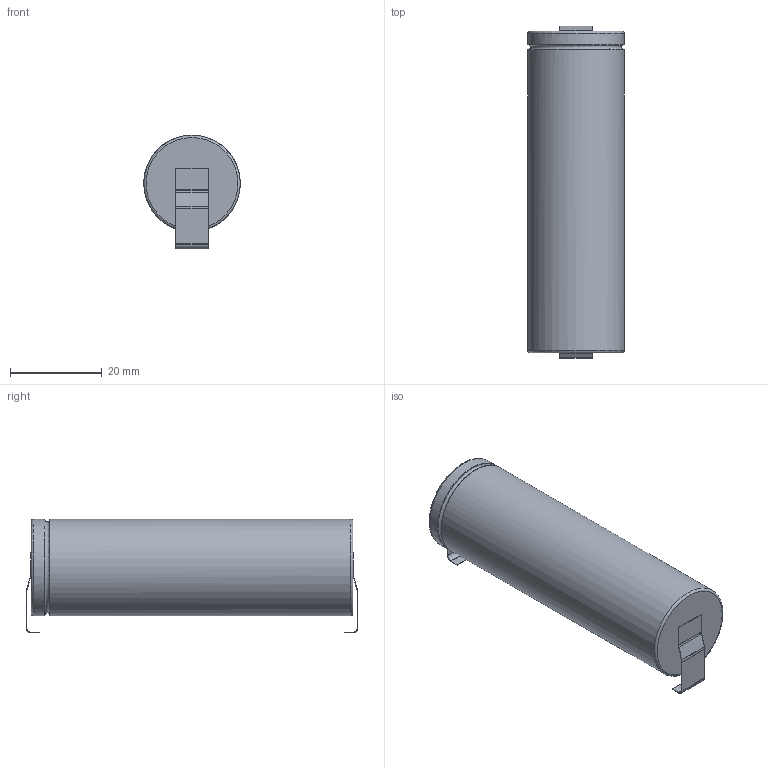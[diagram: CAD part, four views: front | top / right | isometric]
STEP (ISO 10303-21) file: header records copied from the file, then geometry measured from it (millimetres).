
FILE_DESCRIPTION(/* description */ (''),/* implementation_level */ '2;1');
FILE_NAME(/* name */ '21700 cell.stp',/* time_stamp */ '2020-07-25T15:01:53+02:00',/* author */ ('franc'),/* organization */ (''),/* preprocessor_version */ 'ST-DEVELOPER v18',/* originating_system */ 'Autodesk Inventor 2020',/* authorisation */ '');
FILE_SCHEMA (('AUTOMOTIVE_DESIGN { 1 0 10303 214 3 1 1 }'));
Length unit declared in the file: millimetre
Products named in the file (1): 21700 cell
Bounding box: 21 x 72.24 x 24.72 mm (x, y, z)
Volume: 23835.6 mm3; surface area: 6563.1 mm2
Topology: 2 solids, 2 shells, 136 faces, 384 edges, 248 vertices
Faces by surface type: cylinder 45, plane 40, bspline 23, torus 17, cone 11
Full cylindrical faces by diameter (mm): 16 x1, 19 x2, 21 x2
Entity records: 5851 total; most frequent: CARTESIAN_POINT 2362, ORIENTED_EDGE 768, DIRECTION 662, EDGE_CURVE 384, AXIS2_PLACEMENT_3D 258, VERTEX_POINT 248, LINE 146, VECTOR 146
